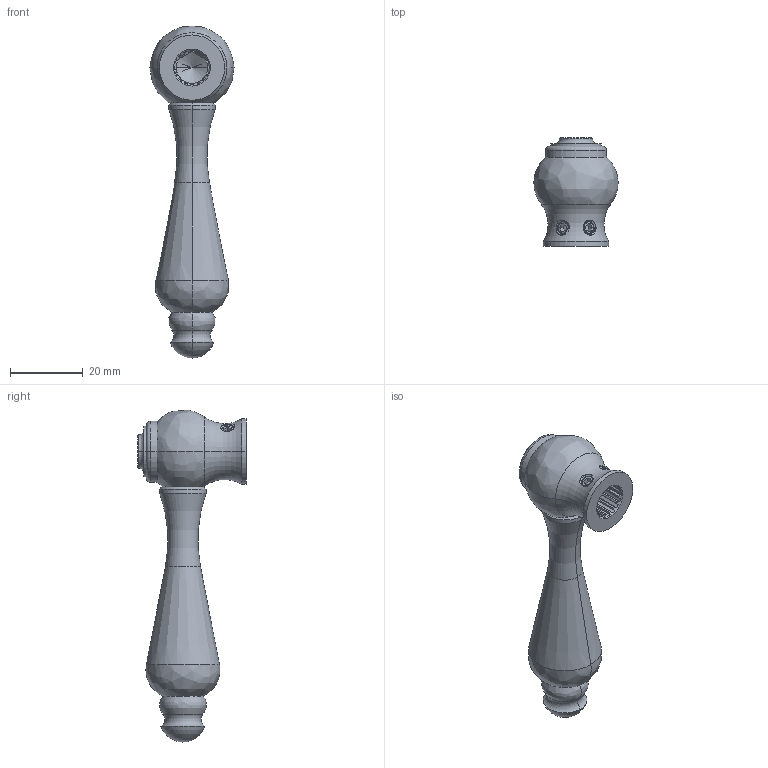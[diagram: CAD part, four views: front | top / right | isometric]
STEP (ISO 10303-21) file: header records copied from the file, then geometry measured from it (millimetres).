
FILE_DESCRIPTION((''),'2;1');
FILE_NAME('2-116_ASM','2020-01-08T09:07:29',('rsmith'),(''),'CREO PARAMETRIC BY PTC INC, 2018400','CREO PARAMETRIC BY PTC INC, 2018400','');
FILE_SCHEMA(('CONFIG_CONTROL_DESIGN'));
Length unit declared in the file: inch
Products named in the file (4): 10018; 10019; 92000; 2-116_ASM
Assembly tree (4 placements, depth 2):
  2-116_ASM
    10018
    10019
    92000  x2
Bounding box: 23.11 x 29.72 x 91.1 mm (x, y, z)
Volume: 16036.7 mm3; surface area: 12185.1 mm2
Topology: 4 solids, 8 shells, 383 faces, 1055 edges, 686 vertices
Faces by surface type: plane 109, cylinder 106, bspline 104, cone 36, torus 20, sphere 8
Entity records: 25443 total; most frequent: CARTESIAN_POINT 17614, ORIENTED_EDGE 1835, DIRECTION 1232, EDGE_CURVE 936, VERTEX_POINT 614, AXIS2_PLACEMENT_3D 486, B_SPLINE_CURVE_WITH_KNOTS 452, EDGE_LOOP 365
